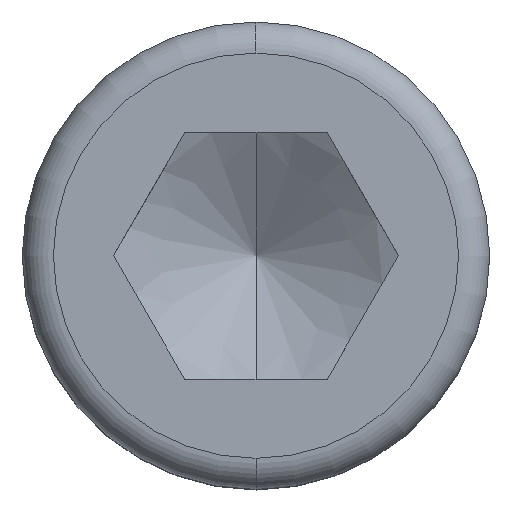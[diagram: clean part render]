
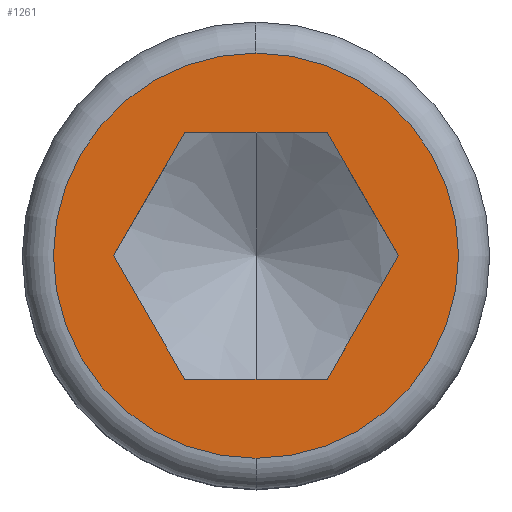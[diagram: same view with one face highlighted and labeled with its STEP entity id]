
A CAD part, top view. The second image highlights one B-rep face of the part: STEP entity #1261.
In plain terms, the highlighted planar face has unit normal (0, 0, 1).
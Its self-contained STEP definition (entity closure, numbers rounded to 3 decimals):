
#1261=ADVANCED_FACE('',(#3237,#3238),#3239,.T.);
#1377=VERTEX_POINT('',#3370);
#1383=VERTEX_POINT('',#3376);
#1393=VERTEX_POINT('',#3386);
#1433=EDGE_CURVE('',#1383,#2251,#3431,.T.);
#1751=EDGE_CURVE('',#2723,#1393,#3794,.T.);
#1967=EDGE_CURVE('',#2251,#2175,#4044,.T.);
#2069=VERTEX_POINT('',#4162);
#2121=EDGE_CURVE('',#1377,#2813,#4219,.T.);
#2175=VERTEX_POINT('',#4278);
#2251=VERTEX_POINT('',#4367);
#2407=EDGE_CURVE('',#2813,#2069,#4544,.T.);
#2575=EDGE_CURVE('',#2069,#1383,#4739,.T.);
#2651=EDGE_CURVE('',#1393,#2723,#4826,.T.);
#2719=EDGE_CURVE('',#2175,#1377,#4908,.T.);
#2723=VERTEX_POINT('',#4913);
#2813=VERTEX_POINT('',#5013);
#3237=FACE_BOUND('',#5551,.T.);
#3238=FACE_OUTER_BOUND('',#5552,.T.);
#3239=PLANE('',#5553);
#3370=CARTESIAN_POINT('',(10.973,0.,24.));
#3376=CARTESIAN_POINT('',(-10.973,0.0,24.));
#3386=CARTESIAN_POINT('',(0.,-15.6,24.));
#3431=LINE('',#5847,#5848);
#3794=CIRCLE('',#6364,15.6);
#4044=LINE('',#6710,#6711);
#4162=CARTESIAN_POINT('',(-5.486,-9.502,24.));
#4219=LINE('',#6960,#6961);
#4278=CARTESIAN_POINT('',(5.486,9.502,24.));
#4367=CARTESIAN_POINT('',(-5.486,9.502,24.));
#4544=LINE('',#7423,#7424);
#4739=LINE('',#7693,#7694);
#4826=CIRCLE('',#7817,15.6);
#4908=LINE('',#7929,#7930);
#4913=CARTESIAN_POINT('',(0.,15.6,24.));
#5013=CARTESIAN_POINT('',(5.486,-9.502,24.));
#5551=EDGE_LOOP('',(#8605,#8606,#8607,#8608,#8609,#8610));
#5552=EDGE_LOOP('',(#8611,#8612));
#5553=AXIS2_PLACEMENT_3D('',#8613,#8614,#8615);
#5847=CARTESIAN_POINT('',(-6.858,7.127,24.));
#5848=VECTOR('',#8812,1.0);
#6364=AXIS2_PLACEMENT_3D('',#9238,#9239,#9240);
#6710=CARTESIAN_POINT('',(2.743,9.502,24.));
#6711=VECTOR('',#9558,1.0);
#6960=CARTESIAN_POINT('',(6.858,-7.127,24.));
#6961=VECTOR('',#9814,1.0);
#7423=CARTESIAN_POINT('',(-2.743,-9.502,24.));
#7424=VECTOR('',#10193,1.0);
#7693=CARTESIAN_POINT('',(-9.601,-2.376,24.));
#7694=VECTOR('',#10468,1.0);
#7817=AXIS2_PLACEMENT_3D('',#10573,#10574,#10575);
#7929=CARTESIAN_POINT('',(9.601,2.376,24.));
#7930=VECTOR('',#10702,1.0);
#8605=ORIENTED_EDGE('',*,*,#2575,.T.);
#8606=ORIENTED_EDGE('',*,*,#1433,.T.);
#8607=ORIENTED_EDGE('',*,*,#1967,.T.);
#8608=ORIENTED_EDGE('',*,*,#2719,.T.);
#8609=ORIENTED_EDGE('',*,*,#2121,.T.);
#8610=ORIENTED_EDGE('',*,*,#2407,.T.);
#8611=ORIENTED_EDGE('',*,*,#2651,.T.);
#8612=ORIENTED_EDGE('',*,*,#1751,.T.);
#8613=CARTESIAN_POINT('',(0.,-14.486,24.));
#8614=DIRECTION('',(0.0,0.0,1.0));
#8615=DIRECTION('',(0.,-1.0,0.0));
#8812=DIRECTION('',(0.5,0.866,0.0));
#9238=CARTESIAN_POINT('',(0.,0.,24.));
#9239=DIRECTION('',(0.0,0.0,1.0));
#9240=DIRECTION('',(-1.0,0.0,0.0));
#9558=DIRECTION('',(1.0,0.0,0.0));
#9814=DIRECTION('',(-0.5,-0.866,0.0));
#10193=DIRECTION('',(-1.0,0.0,0.0));
#10468=DIRECTION('',(-0.5,0.866,0.0));
#10573=CARTESIAN_POINT('',(0.,0.,24.));
#10574=DIRECTION('',(0.0,0.0,1.0));
#10575=DIRECTION('',(-1.0,0.0,0.0));
#10702=DIRECTION('',(0.5,-0.866,0.0));
